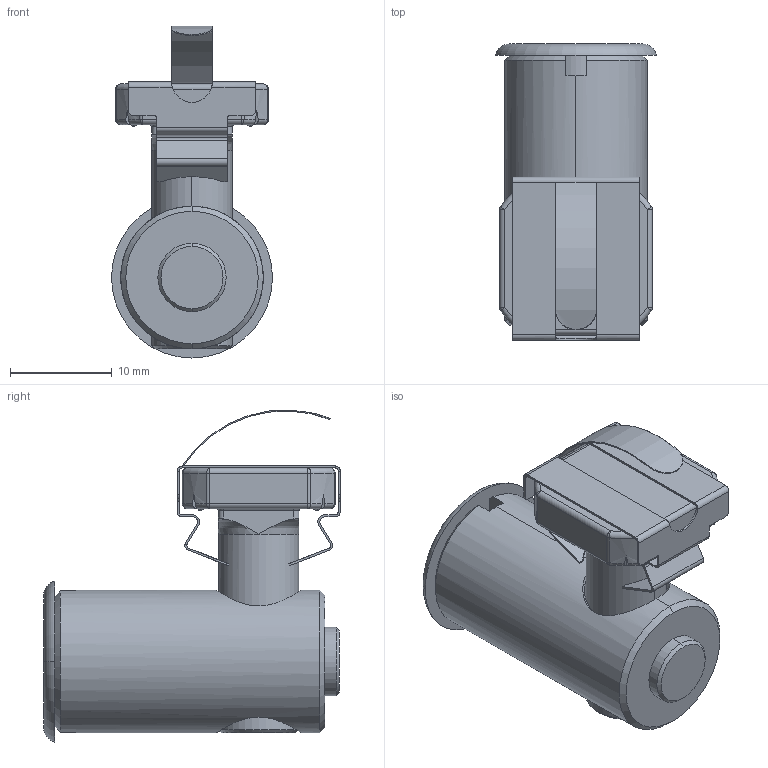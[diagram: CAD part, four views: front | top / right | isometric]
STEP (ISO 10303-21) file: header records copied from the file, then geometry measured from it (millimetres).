
FILE_DESCRIPTION (( 'STEP AP214' ), '1' );
FILE_NAME ('Accessories for aluminium profiles099b081408.step', '2015-11-17T08:05:42', ( '' ), ( '' ), 'SwSTEP 2.0', 'SolidWorks 2015', '' );
FILE_SCHEMA (( 'AUTOMOTIVE_DESIGN' ));
Length unit declared in the file: millimetre
Products named in the file (6): 099bg081429r04_Standard; 099b081408r02; 099bg081429r03_Standard; 099b081408r01; 099bg081429r01_Standard; Accessories for aluminium profiles099b081408
Assembly tree (5 placements, depth 2):
  Accessories for aluminium profiles099b081408
    099bg081429r01_Standard
    099b081408r01
    099bg081429r03_Standard
    099b081408r02
    099bg081429r04_Standard
Bounding box: 15.8 x 29.1 x 32.59 mm (x, y, z)
Volume: 5473.4 mm3; surface area: 5266.3 mm2
Topology: 5 solids, 5 shells, 277 faces, 672 edges, 395 vertices
Faces by surface type: plane 120, cylinder 85, cone 24, torus 24, sphere 20, bspline 4
Entity records: 9147 total; most frequent: CARTESIAN_POINT 2477, DIRECTION 1380, ORIENTED_EDGE 1324, EDGE_CURVE 662, AXIS2_PLACEMENT_3D 515, VERTEX_POINT 395, LINE 350, VECTOR 350
